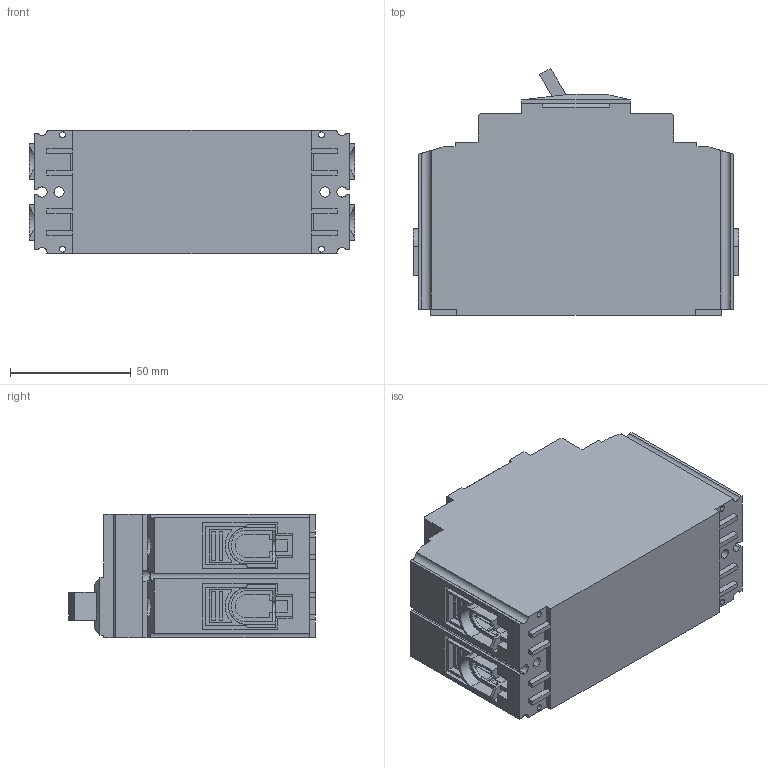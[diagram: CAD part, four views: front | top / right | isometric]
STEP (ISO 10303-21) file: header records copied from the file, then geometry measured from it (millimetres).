
FILE_DESCRIPTION (( 'STEP AP203' ), '1' );
FILE_NAME ('GCB100S-2FF80LL.step', '2021-09-02T13:34:05', ( '' ), ( '' ), 'SwSTEP 2.0', 'SolidWorks 2021', '' );
FILE_SCHEMA (( 'CONFIG_CONTROL_DESIGN' ));
Length unit declared in the file: inch
Products named in the file (1): GCB100S-2FF80LL
Bounding box: 134.4 x 101.93 x 51 mm (x, y, z)
Volume: 476820.6 mm3; surface area: 71250.3 mm2
Topology: 1 solids, 1 shells, 839 faces, 2487 edges, 1628 vertices
Faces by surface type: plane 529, cylinder 278, bspline 24, torus 8
Entity records: 28684 total; most frequent: CARTESIAN_POINT 5817, ORIENTED_EDGE 4974, DIRECTION 4605, EDGE_CURVE 2487, VECTOR 1853, LINE 1853, VERTEX_POINT 1628, AXIS2_PLACEMENT_3D 1376
